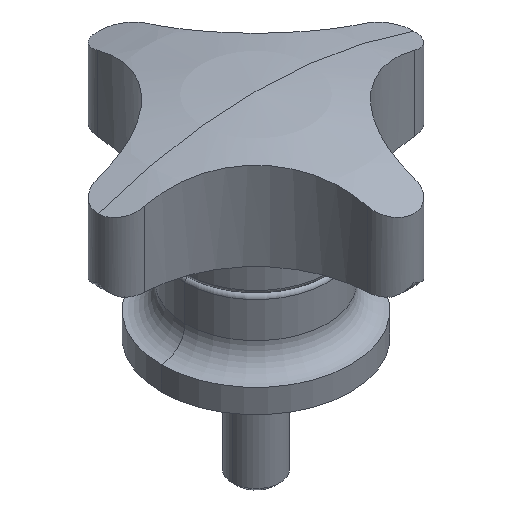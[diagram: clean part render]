
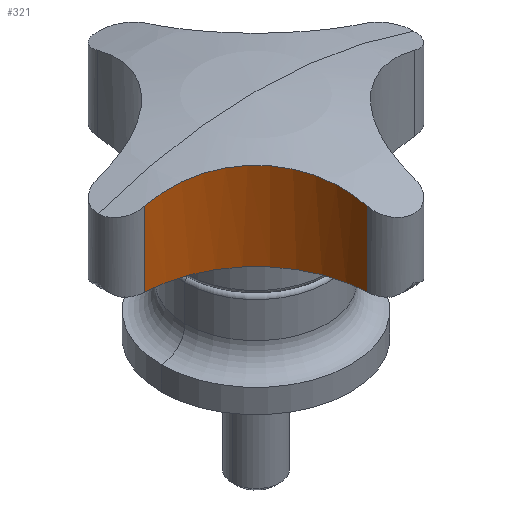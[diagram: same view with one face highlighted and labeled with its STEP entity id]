
A CAD part, isometric view. The second image highlights one B-rep face of the part: STEP entity #321.
In plain terms, the highlighted cylindrical face has radius 14.5 mm (diameter 29 mm), a partial arc.
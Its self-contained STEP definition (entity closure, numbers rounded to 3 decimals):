
#295=VERTEX_POINT('',#689);
#297=EDGE_CURVE('',#295,#309,#691,.T.);
#309=VERTEX_POINT('',#703);
#321=ADVANCED_FACE('',(#716),#717,.F.);
#337=VERTEX_POINT('',#734);
#393=EDGE_CURVE('',#337,#519,#794,.T.);
#489=EDGE_CURVE('',#295,#337,#904,.T.);
#517=EDGE_CURVE('',#519,#309,#938,.T.);
#519=VERTEX_POINT('',#940);
#689=CARTESIAN_POINT('',(-2.999,-17.085,15.0));
#691=LINE('',#1219,#1220);
#703=CARTESIAN_POINT('',(-2.999,-17.085,24.438));
#716=FACE_OUTER_BOUND('',#1263,.T.);
#717=CYLINDRICAL_SURFACE('',#1264,14.5);
#734=CARTESIAN_POINT('',(-17.085,-2.999,15.0));
#794=LINE('',#1453,#1454);
#904=CIRCLE('',#1629,14.5);
#938=B_SPLINE_CURVE_WITH_KNOTS('',3,(#1682,#1683,#1684,#1685,#1686,#1687,#1688,#1689,#1690,#1691,#1692,#1693,#1694,#1695,#1696,#1697,#1698,#1699),.UNSPECIFIED.,.F.,.F.,(4,2,2,2,2,2,2,2,4),(26.084,27.37,30.258,33.147,36.035,38.907,41.779,44.651,47.523),.UNSPECIFIED.);
#940=CARTESIAN_POINT('',(-17.085,-2.999,24.438));
#1219=CARTESIAN_POINT('',(-2.999,-17.085,15.0));
#1220=VECTOR('',#1931,1.0);
#1263=EDGE_LOOP('',(#1958,#1959,#1960,#1961));
#1264=AXIS2_PLACEMENT_3D('',#1962,#1963,#1964);
#1453=CARTESIAN_POINT('',(-17.085,-2.999,15.0));
#1454=VECTOR('',#2038,1.0);
#1629=AXIS2_PLACEMENT_3D('',#2188,#2189,#2190);
#1682=CARTESIAN_POINT('',(-17.085,-2.999,24.438));
#1683=CARTESIAN_POINT('',(-16.661,-3.011,24.563));
#1684=CARTESIAN_POINT('',(-16.232,-3.041,24.684));
#1685=CARTESIAN_POINT('',(-14.835,-3.206,25.057));
#1686=CARTESIAN_POINT('',(-13.859,-3.42,25.286));
#1687=CARTESIAN_POINT('',(-11.964,-4.051,25.664));
#1688=CARTESIAN_POINT('',(-11.043,-4.468,25.814));
#1689=CARTESIAN_POINT('',(-9.321,-5.474,26.027));
#1690=CARTESIAN_POINT('',(-8.52,-6.062,26.09));
#1691=CARTESIAN_POINT('',(-7.092,-7.345,26.133));
#1692=CARTESIAN_POINT('',(-6.423,-8.075,26.115));
#1693=CARTESIAN_POINT('',(-5.24,-9.676,25.991));
#1694=CARTESIAN_POINT('',(-4.727,-10.545,25.885));
#1695=CARTESIAN_POINT('',(-3.895,-12.362,25.592));
#1696=CARTESIAN_POINT('',(-3.575,-13.31,25.404));
#1697=CARTESIAN_POINT('',(-3.14,-15.213,24.963));
#1698=CARTESIAN_POINT('',(-3.025,-16.167,24.71));
#1699=CARTESIAN_POINT('',(-2.999,-17.085,24.438));
#1931=DIRECTION('',(0.0,0.0,1.0));
#1958=ORIENTED_EDGE('',*,*,#517,.F.);
#1959=ORIENTED_EDGE('',*,*,#393,.F.);
#1960=ORIENTED_EDGE('',*,*,#489,.F.);
#1961=ORIENTED_EDGE('',*,*,#297,.T.);
#1962=CARTESIAN_POINT('',(-17.493,-17.493,15.0));
#1963=DIRECTION('',(-0.0,0.0,-1.0));
#1964=DIRECTION('',(1.,0.028,0.0));
#2038=DIRECTION('',(0.0,0.0,1.0));
#2188=CARTESIAN_POINT('',(-17.493,-17.493,15.0));
#2189=DIRECTION('',(0.,0.,1.0));
#2190=DIRECTION('',(1.,0.028,0.));
